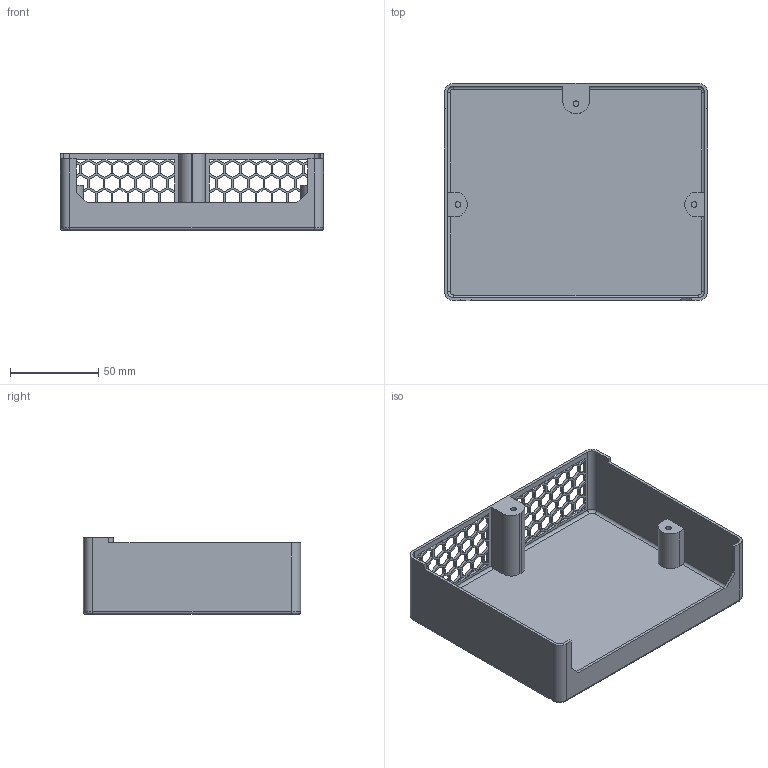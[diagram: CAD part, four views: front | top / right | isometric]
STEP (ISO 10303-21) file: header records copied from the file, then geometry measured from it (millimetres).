
FILE_DESCRIPTION(/* description */ (''),/* implementation_level */ '2;1');
FILE_NAME(/* name */ '',/* time_stamp */ '2025-06-16T22:19:08+03:00',/* author */ (''),/* organization */ (''),/* preprocessor_version */ 'ST-DEVELOPER v20.1',/* originating_system */ 'Autodesk Translation Framework v14.10.0.0',/* authorisation */ '');
FILE_SCHEMA (('AUTOMOTIVE_DESIGN { 1 0 10303 214 3 1 1 }'));
Length unit declared in the file: millimetre
Products named in the file (1): Крышка
Bounding box: 149.2 x 123.2 x 43.6 mm (x, y, z)
Volume: 67621.2 mm3; surface area: 72797.5 mm2
Topology: 1 solids, 1 shells, 477 faces, 1391 edges, 922 vertices
Faces by surface type: plane 440, cylinder 29, torus 8
Full cylindrical faces by diameter (mm): 3.2 x3, 6.2 x3
Entity records: 15859 total; most frequent: CARTESIAN_POINT 2791, ORIENTED_EDGE 2782, DIRECTION 2413, EDGE_CURVE 1391, LINE 1325, VECTOR 1325, VERTEX_POINT 922, EDGE_LOOP 651
